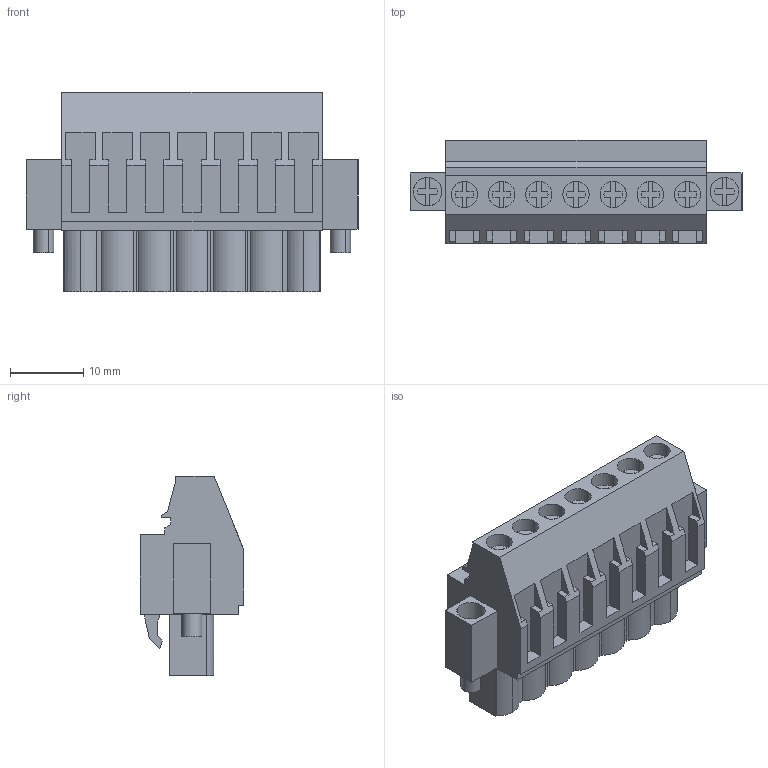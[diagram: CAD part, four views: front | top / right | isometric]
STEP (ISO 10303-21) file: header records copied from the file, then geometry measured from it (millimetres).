
FILE_DESCRIPTION(('CATIA V5 STEP','CAx-IF Rec.Pracs.--- Model Styling and Organization---1.2---2011-12-15'),'2;1');
FILE_NAME ('7246760_2_1949850000_1949850000.stp','2017-09-09T11:01:18+00:00',('none'),('Weidmueller'),'CATIA Version 5-6 Release 2014','CATIA V5 STEP AP214','none');
FILE_SCHEMA(('AUTOMOTIVE_DESIGN { 1 0 10303 214 1 1 1 1 }'));
Length unit declared in the file: millimetre
Products named in the file (1): 1949850000
Bounding box: 45.36 x 14.1 x 27.2 mm (x, y, z)
Volume: 8528.2 mm3; surface area: 5687 mm2
Topology: 10 solids, 10 shells, 535 faces, 1460 edges, 982 vertices
Faces by surface type: plane 450, cylinder 81, extrusion 4
Entity records: 16206 total; most frequent: CARTESIAN_POINT 3155, ORIENTED_EDGE 2920, DIRECTION 2238, EDGE_CURVE 1460, VECTOR 1258, LINE 1254, VERTEX_POINT 982, EDGE_LOOP 576
